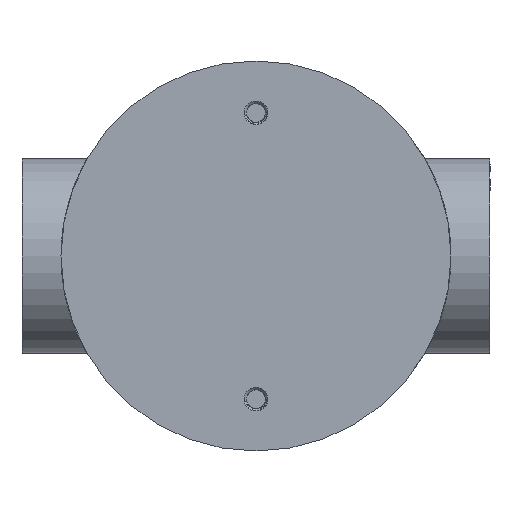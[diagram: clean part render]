
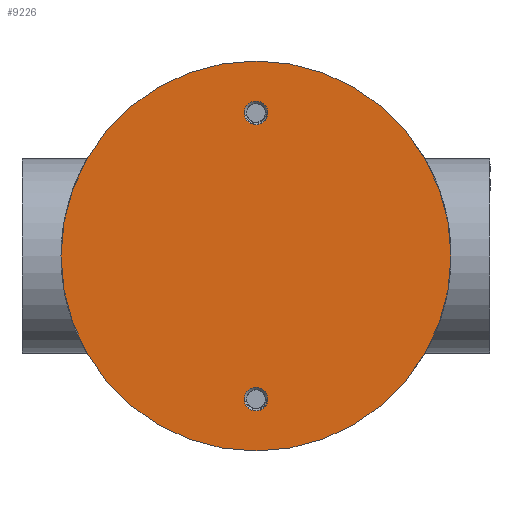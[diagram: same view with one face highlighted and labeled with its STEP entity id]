
A CAD part, front view. The second image highlights one B-rep face of the part: STEP entity #9226.
In plain terms, the highlighted planar face has unit normal (0, -1, 0).
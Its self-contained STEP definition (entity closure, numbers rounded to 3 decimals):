
#338 = EDGE_LOOP ( 'NONE', ( #11105 ) ) ;
#468 = CIRCLE ( 'NONE', #13089, 3.3 ) ;
#513 = DIRECTION ( 'NONE',  ( 1., 0., 0. ) ) ;
#524 = EDGE_CURVE ( 'NONE', #9782, #9782, #11248, .T. ) ;
#1349 = DIRECTION ( 'NONE',  ( 1., 0., 0. ) ) ;
#1714 = VERTEX_POINT ( 'NONE', #6346 ) ;
#2057 = FACE_BOUND ( 'NONE', #5916, .T. ) ;
#2887 = CARTESIAN_POINT ( 'NONE',  ( 3.3, -33.193, -40. ) ) ;
#3160 = DIRECTION ( 'NONE',  ( 1., 0., 0. ) ) ;
#3919 = CARTESIAN_POINT ( 'NONE',  ( 3.3, -33.193, 40. ) ) ;
#4105 = PLANE ( 'NONE',  #5557 ) ;
#4319 = EDGE_CURVE ( 'NONE', #11987, #11987, #468, .T. ) ;
#4550 = CARTESIAN_POINT ( 'NONE',  ( 0., -33.193, 0. ) ) ;
#5557 = AXIS2_PLACEMENT_3D ( 'NONE', #14381, #11004, #3160 ) ;
#5916 = EDGE_LOOP ( 'NONE', ( #9802 ) ) ;
#6346 = CARTESIAN_POINT ( 'NONE',  ( 54.5, -33.193, 0. ) ) ;
#6615 = FACE_OUTER_BOUND ( 'NONE', #9471, .T. ) ;
#7174 = AXIS2_PLACEMENT_3D ( 'NONE', #4550, #10393, #12536 ) ;
#8224 = DIRECTION ( 'NONE',  ( 0., 1., 0. ) ) ;
#8578 = FACE_BOUND ( 'NONE', #338, .T. ) ;
#9226 = ADVANCED_FACE ( 'NONE', ( #2057, #8578, #6615 ), #4105, .T. ) ;
#9249 = CARTESIAN_POINT ( 'NONE',  ( 0., -33.193, -40. ) ) ;
#9471 = EDGE_LOOP ( 'NONE', ( #9690 ) ) ;
#9690 = ORIENTED_EDGE ( 'NONE', *, *, #12906, .T. ) ;
#9782 = VERTEX_POINT ( 'NONE', #3919 ) ;
#9802 = ORIENTED_EDGE ( 'NONE', *, *, #4319, .T. ) ;
#10140 = DIRECTION ( 'NONE',  ( 0., 1., 0. ) ) ;
#10393 = DIRECTION ( 'NONE',  ( 0., -1., 0. ) ) ;
#11004 = DIRECTION ( 'NONE',  ( 0., -1., 0. ) ) ;
#11105 = ORIENTED_EDGE ( 'NONE', *, *, #524, .T. ) ;
#11248 = CIRCLE ( 'NONE', #12641, 3.3 ) ;
#11399 = CARTESIAN_POINT ( 'NONE',  ( 0., -33.193, 40. ) ) ;
#11987 = VERTEX_POINT ( 'NONE', #2887 ) ;
#12536 = DIRECTION ( 'NONE',  ( 1., 0., 0. ) ) ;
#12641 = AXIS2_PLACEMENT_3D ( 'NONE', #11399, #10140, #1349 ) ;
#12906 = EDGE_CURVE ( 'NONE', #1714, #1714, #13965, .T. ) ;
#13089 = AXIS2_PLACEMENT_3D ( 'NONE', #9249, #8224, #513 ) ;
#13965 = CIRCLE ( 'NONE', #7174, 54.5 ) ;
#14381 = CARTESIAN_POINT ( 'NONE',  ( 54.5, -33.193, 0. ) ) ;
